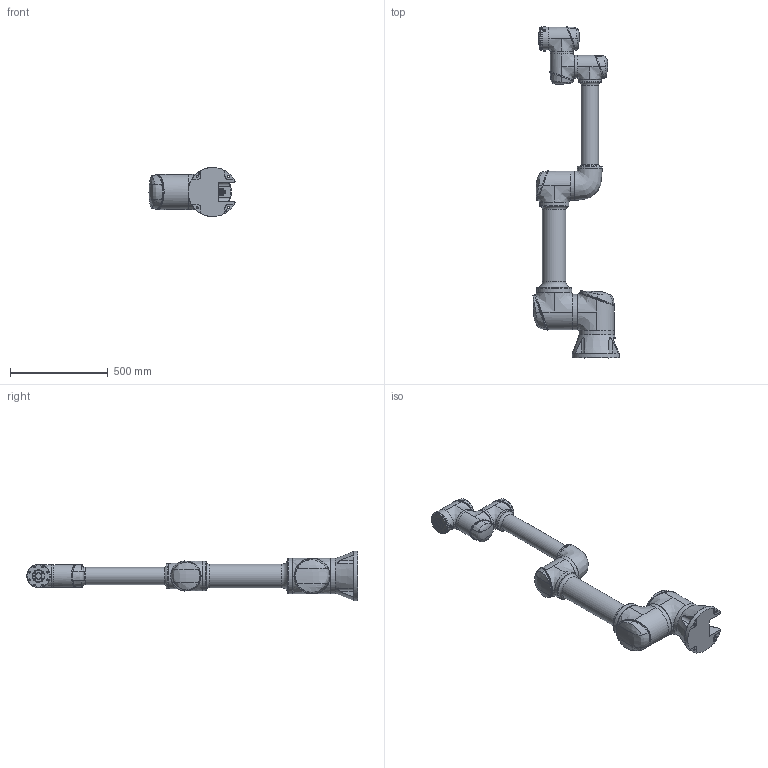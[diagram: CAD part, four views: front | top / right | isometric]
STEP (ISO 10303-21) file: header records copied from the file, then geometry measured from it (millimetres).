
FILE_DESCRIPTION (( 'STEP AP214' ), '1' );
FILE_NAME ('GCR20-1400-.STEP', '2024-02-05T08:46:54', ( '' ), ( '' ), 'SwSTEP 2.0', 'SolidWorks 2017', '' );
FILE_SCHEMA (( 'AUTOMOTIVE_DESIGN' ));
Length unit declared in the file: millimetre
Products named in the file (15): GCR20-J1_1; GCR20-J4_1; GCR20-J6_1; GCR20-J0_1; GCR20-J5_1; GCR20-J3_1; GCR20-J2_1; GCR20-1400-
Assembly tree (7 placements, depth 2):
  GCR20-J4_1
  GCR20-J6_1
  GCR20-J0_1
  GCR20-J5_1
  GCR20-J3_1
Bounding box: 440.3 x 1699 x 252 mm (x, y, z)
Volume: 35624818.2 mm3; surface area: 2137143.6 mm2
Topology: 30 solids, 46 shells, 1658 faces, 4052 edges, 2647 vertices
Faces by surface type: plane 902, cylinder 428, bspline 233, torus 52, cone 41, sphere 2
Full cylindrical faces by diameter (mm): 0.56 x1, 0.785 x1, 0.95 x1, 1.05 x1, 1.75 x1, 1.9 x1, 2 x2, 2.3 x1, 2.5 x6, 2.6 x12, 3 x13, 3.05 x1, 3.2 x3, 3.5 x2, 3.8 x13, 4 x8, 4.25 x1, 4.5 x8, 4.8 x2, 5 x6, 5.8 x1, 6 x8, 6.5 x1, 6.8 x2, 7 x8, 8 x8, 8.9 x2, 11 x6, 14 x2, 16 x2
Entity records: 149971 total; most frequent: CARTESIAN_POINT 113562, ORIENTED_EDGE 7502, DIRECTION 6449, EDGE_CURVE 3751, VERTEX_POINT 2584, AXIS2_PLACEMENT_3D 2236, EDGE_LOOP 2129, VECTOR 1977
